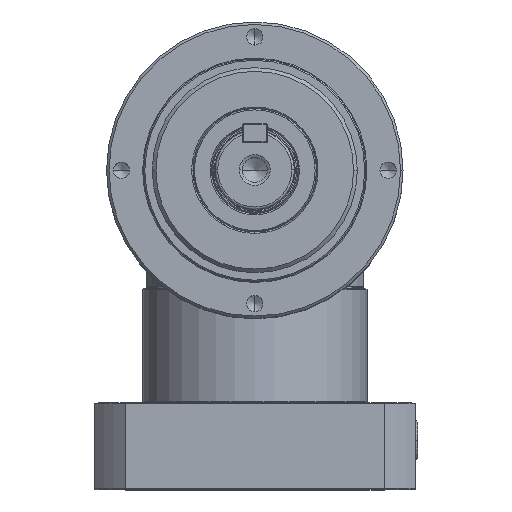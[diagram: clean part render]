
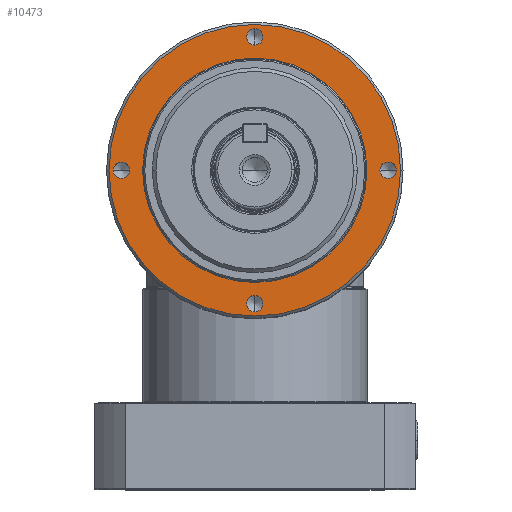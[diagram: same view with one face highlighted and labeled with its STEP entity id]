
A CAD part, top view. The second image highlights one B-rep face of the part: STEP entity #10473.
In plain terms, the highlighted planar face has unit normal (0, 0, 1).
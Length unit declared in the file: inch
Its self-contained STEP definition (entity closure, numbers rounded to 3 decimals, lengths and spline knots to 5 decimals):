
#263 = CIRCLE ( 'NONE', #22374, 2.32283 ) ;
#342 = DIRECTION ( 'NONE',  ( 0., 0., -1. ) ) ;
#941 = CIRCLE ( 'NONE', #4850, 0.13085 ) ;
#1197 = DIRECTION ( 'NONE',  ( -1., 0., 0. ) ) ;
#1429 = FACE_BOUND ( 'NONE', #20027, .T. ) ;
#1477 = AXIS2_PLACEMENT_3D ( 'NONE', #22664, #10683, #24723 ) ;
#1490 = EDGE_CURVE ( 'NONE', #13505, #19666, #8162, .T. ) ;
#1841 = DIRECTION ( 'NONE',  ( 0., 1., 0. ) ) ;
#2338 = ORIENTED_EDGE ( 'NONE', *, *, #18266, .F. ) ;
#2695 = ORIENTED_EDGE ( 'NONE', *, *, #24534, .F. ) ;
#2827 = EDGE_CURVE ( 'NONE', #20987, #6455, #9233, .T. ) ;
#3124 = CARTESIAN_POINT ( 'NONE',  ( 1.99514, 0., 0. ) ) ;
#3459 = CARTESIAN_POINT ( 'NONE',  ( 2.12598, 0., 0. ) ) ;
#3521 = CIRCLE ( 'NONE', #10875, 1.7874 ) ;
#3709 = ORIENTED_EDGE ( 'NONE', *, *, #1490, .T. ) ;
#4659 = CARTESIAN_POINT ( 'NONE',  ( 0., -2.25683, 0. ) ) ;
#4850 = AXIS2_PLACEMENT_3D ( 'NONE', #25247, #13255, #1197 ) ;
#5288 = CARTESIAN_POINT ( 'NONE',  ( 2.12598, 0., 0. ) ) ;
#5420 = CARTESIAN_POINT ( 'NONE',  ( 0., -1.99514, 0. ) ) ;
#5506 = DIRECTION ( 'NONE',  ( 1., 0., 0. ) ) ;
#5790 = AXIS2_PLACEMENT_3D ( 'NONE', #18801, #19301, #18562 ) ;
#5818 = ORIENTED_EDGE ( 'NONE', *, *, #6000, .T. ) ;
#6000 = EDGE_CURVE ( 'NONE', #21209, #13756, #22544, .T. ) ;
#6335 = AXIS2_PLACEMENT_3D ( 'NONE', #3459, #17540, #5506 ) ;
#6455 = VERTEX_POINT ( 'NONE', #24437 ) ;
#6773 = FACE_BOUND ( 'NONE', #24087, .T. ) ;
#7167 = DIRECTION ( 'NONE',  ( 0., 0., 1. ) ) ;
#7294 = DIRECTION ( 'NONE',  ( 1., 0., 0. ) ) ;
#7481 = CARTESIAN_POINT ( 'NONE',  ( 0., 0., 0. ) ) ;
#7584 = AXIS2_PLACEMENT_3D ( 'NONE', #22178, #10183, #24225 ) ;
#7717 = CARTESIAN_POINT ( 'NONE',  ( 0., 0., 0. ) ) ;
#7801 = ORIENTED_EDGE ( 'NONE', *, *, #20692, .F. ) ;
#8162 = CIRCLE ( 'NONE', #12154, 0.13085 ) ;
#8366 = EDGE_CURVE ( 'NONE', #8710, #13273, #12034, .T. ) ;
#8674 = CARTESIAN_POINT ( 'NONE',  ( 0., -2.12598, 0. ) ) ;
#8710 = VERTEX_POINT ( 'NONE', #17298 ) ;
#9116 = VERTEX_POINT ( 'NONE', #24431 ) ;
#9178 = CARTESIAN_POINT ( 'NONE',  ( -1.99514, 0., 0. ) ) ;
#9233 = CIRCLE ( 'NONE', #5790, 2.32283 ) ;
#9444 = DIRECTION ( 'NONE',  ( 0., 0., -1. ) ) ;
#9755 = DIRECTION ( 'NONE',  ( -1., 0., 0. ) ) ;
#10011 = EDGE_CURVE ( 'NONE', #19666, #13505, #25955, .T. ) ;
#10183 = DIRECTION ( 'NONE',  ( 0., 0., -1. ) ) ;
#10473 = ADVANCED_FACE ( 'NONE', ( #22793, #17478, #12139, #6773, #1429, #22152 ), #13492, .F. ) ;
#10683 = DIRECTION ( 'NONE',  ( 0., 0., -1. ) ) ;
#10710 = DIRECTION ( 'NONE',  ( 0., -1., 0. ) ) ;
#10766 = ORIENTED_EDGE ( 'NONE', *, *, #10011, .T. ) ;
#10875 = AXIS2_PLACEMENT_3D ( 'NONE', #19211, #7167, #21200 ) ;
#11420 = CARTESIAN_POINT ( 'NONE',  ( 0., 2.25683, 0. ) ) ;
#11443 = AXIS2_PLACEMENT_3D ( 'NONE', #7481, #11550, #25561 ) ;
#11498 = AXIS2_PLACEMENT_3D ( 'NONE', #25877, #13914, #1841 ) ;
#11504 = ORIENTED_EDGE ( 'NONE', *, *, #2827, .F. ) ;
#11550 = DIRECTION ( 'NONE',  ( 0., 0., -1. ) ) ;
#12034 = CIRCLE ( 'NONE', #11498, 0.13085 ) ;
#12139 = FACE_BOUND ( 'NONE', #16629, .T. ) ;
#12154 = AXIS2_PLACEMENT_3D ( 'NONE', #5288, #19353, #7294 ) ;
#12371 = CARTESIAN_POINT ( 'NONE',  ( 0., 0., 0. ) ) ;
#12506 = CIRCLE ( 'NONE', #13820, 0.13085 ) ;
#13255 = DIRECTION ( 'NONE',  ( 0., 0., -1. ) ) ;
#13273 = VERTEX_POINT ( 'NONE', #11420 ) ;
#13492 = PLANE ( 'NONE',  #11443 ) ;
#13505 = VERTEX_POINT ( 'NONE', #16243 ) ;
#13530 = CARTESIAN_POINT ( 'NONE',  ( -2.25683, 0., 0. ) ) ;
#13654 = ORIENTED_EDGE ( 'NONE', *, *, #20945, .T. ) ;
#13726 = EDGE_CURVE ( 'NONE', #13756, #21209, #941, .T. ) ;
#13756 = VERTEX_POINT ( 'NONE', #9178 ) ;
#13820 = AXIS2_PLACEMENT_3D ( 'NONE', #8674, #22694, #10710 ) ;
#13914 = DIRECTION ( 'NONE',  ( 0., 0., -1. ) ) ;
#14405 = DIRECTION ( 'NONE',  ( -1., 0., 0. ) ) ;
#14690 = CARTESIAN_POINT ( 'NONE',  ( 2.32283, 0., 0. ) ) ;
#14796 = EDGE_CURVE ( 'NONE', #13273, #8710, #25166, .T. ) ;
#15647 = ORIENTED_EDGE ( 'NONE', *, *, #16920, .T. ) ;
#16148 = AXIS2_PLACEMENT_3D ( 'NONE', #7717, #21767, #9755 ) ;
#16243 = CARTESIAN_POINT ( 'NONE',  ( 2.25683, 0., 0. ) ) ;
#16629 = EDGE_LOOP ( 'NONE', ( #5818, #17205 ) ) ;
#16873 = EDGE_LOOP ( 'NONE', ( #7801, #2695 ) ) ;
#16920 = EDGE_CURVE ( 'NONE', #21206, #21834, #19647, .T. ) ;
#17205 = ORIENTED_EDGE ( 'NONE', *, *, #13726, .T. ) ;
#17298 = CARTESIAN_POINT ( 'NONE',  ( 0., 1.99514, 0. ) ) ;
#17478 = FACE_BOUND ( 'NONE', #20735, .T. ) ;
#17540 = DIRECTION ( 'NONE',  ( 0., 0., -1. ) ) ;
#18266 = EDGE_CURVE ( 'NONE', #6455, #20987, #263, .T. ) ;
#18501 = CIRCLE ( 'NONE', #16148, 1.7874 ) ;
#18562 = DIRECTION ( 'NONE',  ( -1., 0., 0. ) ) ;
#18801 = CARTESIAN_POINT ( 'NONE',  ( 0., 0., 0. ) ) ;
#19115 = EDGE_LOOP ( 'NONE', ( #2338, #11504 ) ) ;
#19123 = ORIENTED_EDGE ( 'NONE', *, *, #14796, .T. ) ;
#19211 = CARTESIAN_POINT ( 'NONE',  ( 0., 0., 0. ) ) ;
#19301 = DIRECTION ( 'NONE',  ( 0., 0., -1. ) ) ;
#19328 = ORIENTED_EDGE ( 'NONE', *, *, #8366, .T. ) ;
#19353 = DIRECTION ( 'NONE',  ( 0., 0., -1. ) ) ;
#19647 = CIRCLE ( 'NONE', #25062, 0.13085 ) ;
#19666 = VERTEX_POINT ( 'NONE', #3124 ) ;
#20027 = EDGE_LOOP ( 'NONE', ( #3709, #10766 ) ) ;
#20659 = VERTEX_POINT ( 'NONE', #23709 ) ;
#20692 = EDGE_CURVE ( 'NONE', #20659, #9116, #18501, .T. ) ;
#20735 = EDGE_LOOP ( 'NONE', ( #13654, #15647 ) ) ;
#20945 = EDGE_CURVE ( 'NONE', #21834, #21206, #12506, .T. ) ;
#20987 = VERTEX_POINT ( 'NONE', #14690 ) ;
#21200 = DIRECTION ( 'NONE',  ( -1., 0., 0. ) ) ;
#21206 = VERTEX_POINT ( 'NONE', #5420 ) ;
#21209 = VERTEX_POINT ( 'NONE', #13530 ) ;
#21459 = CARTESIAN_POINT ( 'NONE',  ( 0., -2.12598, 0. ) ) ;
#21767 = DIRECTION ( 'NONE',  ( 0., 0., 1. ) ) ;
#21834 = VERTEX_POINT ( 'NONE', #4659 ) ;
#22152 = FACE_BOUND ( 'NONE', #16873, .T. ) ;
#22178 = CARTESIAN_POINT ( 'NONE',  ( 0., 2.12598, 0. ) ) ;
#22374 = AXIS2_PLACEMENT_3D ( 'NONE', #12371, #342, #14405 ) ;
#22544 = CIRCLE ( 'NONE', #1477, 0.13085 ) ;
#22664 = CARTESIAN_POINT ( 'NONE',  ( -2.12598, 0., 0. ) ) ;
#22694 = DIRECTION ( 'NONE',  ( 0., 0., -1. ) ) ;
#22793 = FACE_OUTER_BOUND ( 'NONE', #19115, .T. ) ;
#23489 = DIRECTION ( 'NONE',  ( 0., -1., 0. ) ) ;
#23709 = CARTESIAN_POINT ( 'NONE',  ( -1.7874, 0., 0. ) ) ;
#24087 = EDGE_LOOP ( 'NONE', ( #19123, #19328 ) ) ;
#24225 = DIRECTION ( 'NONE',  ( 0., 1., 0. ) ) ;
#24431 = CARTESIAN_POINT ( 'NONE',  ( 1.7874, 0., 0. ) ) ;
#24437 = CARTESIAN_POINT ( 'NONE',  ( -2.32283, 0., 0. ) ) ;
#24534 = EDGE_CURVE ( 'NONE', #9116, #20659, #3521, .T. ) ;
#24723 = DIRECTION ( 'NONE',  ( -1., 0., 0. ) ) ;
#25062 = AXIS2_PLACEMENT_3D ( 'NONE', #21459, #9444, #23489 ) ;
#25166 = CIRCLE ( 'NONE', #7584, 0.13085 ) ;
#25247 = CARTESIAN_POINT ( 'NONE',  ( -2.12598, 0., 0. ) ) ;
#25561 = DIRECTION ( 'NONE',  ( -1., 0., 0. ) ) ;
#25877 = CARTESIAN_POINT ( 'NONE',  ( 0., 2.12598, 0. ) ) ;
#25955 = CIRCLE ( 'NONE', #6335, 0.13085 ) ;
